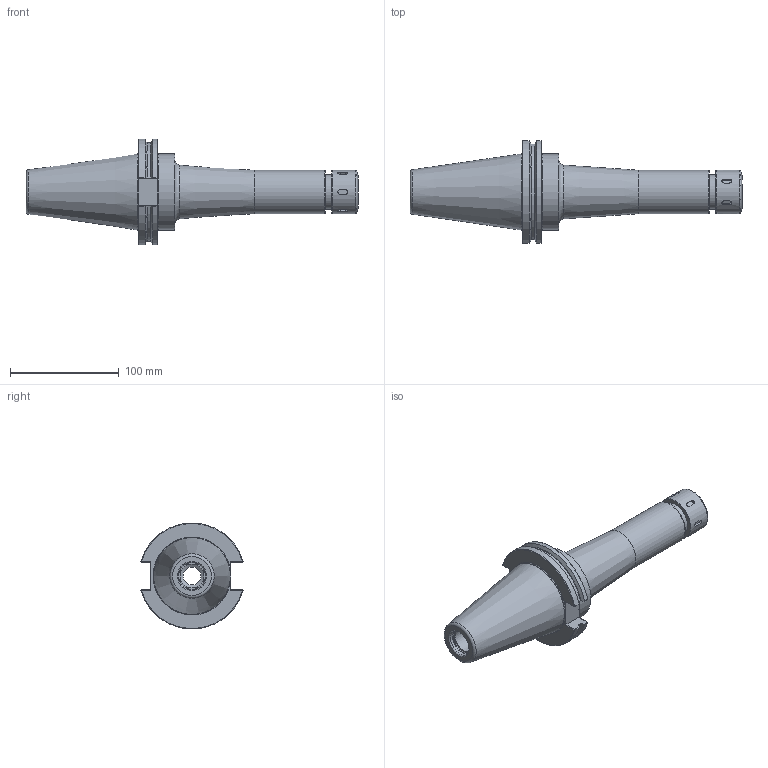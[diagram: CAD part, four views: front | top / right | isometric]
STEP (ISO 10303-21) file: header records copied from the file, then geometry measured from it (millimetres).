
FILE_DESCRIPTION(/* description */ (''),/* implementation_level */ '2;1');
FILE_NAME(/* name */ 'DCAT50-SX16-0800.stp',/* time_stamp */ '2019-06-19T11:15:09-05:00',/* author */ ('ldfli'),/* organization */ (''),/* preprocessor_version */ 'ST-DEVELOPER v18',/* originating_system */ 'Autodesk Inventor LT',/* authorisation */ '');
FILE_SCHEMA (('AUTOMOTIVE_DESIGN { 1 0 10303 214 3 1 1 }'));
Length unit declared in the file: millimetre
Products named in the file (1): DCAT50-SX16-0800
Bounding box: 304.97 x 93.8 x 97.14 mm (x, y, z)
Volume: 573393.1 mm3; surface area: 82995.3 mm2
Topology: 2 solids, 2 shells, 126 faces, 374 edges, 264 vertices
Faces by surface type: plane 54, cylinder 34, cone 20, torus 17, bspline 1
Full cylindrical faces by diameter (mm): 10 x1, 16.376 x1, 19.8 x1, 20.6 x1, 21.971 x1, 22 x1, 25 x1, 25.4 x1, 30.5 x1, 32 x1, 32.2 x1, 32.5 x1, 40 x2, 69.85 x1, 70 x1
Entity records: 4620 total; most frequent: CARTESIAN_POINT 1153, ORIENTED_EDGE 748, DIRECTION 723, EDGE_CURVE 374, AXIS2_PLACEMENT_3D 292, VERTEX_POINT 264, CIRCLE 166, EDGE_LOOP 142
